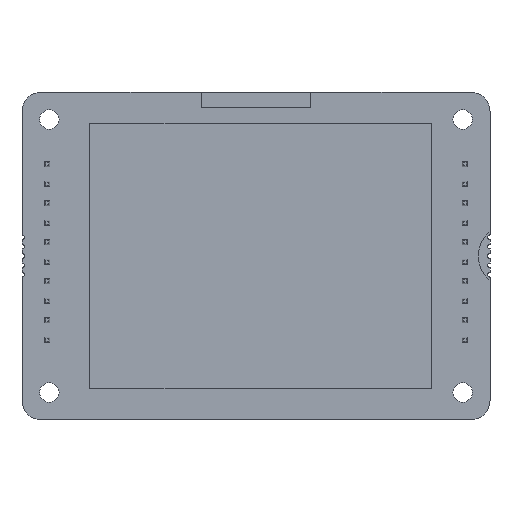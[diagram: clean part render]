
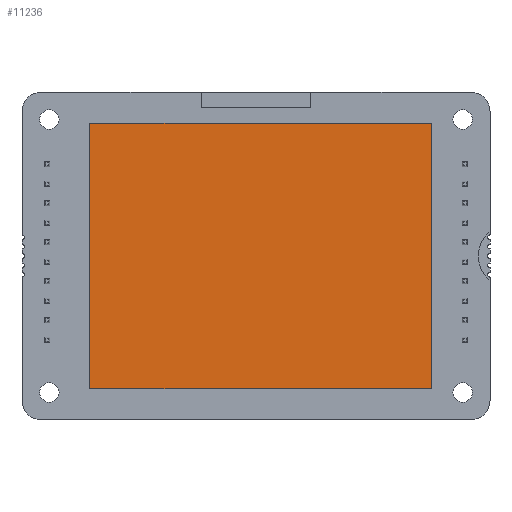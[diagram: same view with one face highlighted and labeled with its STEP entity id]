
A CAD part, top view. The second image highlights one B-rep face of the part: STEP entity #11236.
In plain terms, the highlighted planar face has unit normal (0, 0, 1).
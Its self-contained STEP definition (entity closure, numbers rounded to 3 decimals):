
#1010 = EDGE_CURVE ( 'NONE', #16070, #8997, #15381, .T. ) ;
#1636 = VERTEX_POINT ( 'NONE', #17766 ) ;
#2084 = VECTOR ( 'NONE', #8112, 1000. ) ;
#2517 = LINE ( 'NONE', #8220, #2084 ) ;
#2532 = CARTESIAN_POINT ( 'NONE',  ( 0., 0., 4.6 ) ) ;
#3153 = ORIENTED_EDGE ( 'NONE', *, *, #1010, .F. ) ;
#3532 = VERTEX_POINT ( 'NONE', #15752 ) ;
#3703 = EDGE_CURVE ( 'NONE', #3532, #1636, #16712, .T. ) ;
#4016 = DIRECTION ( 'NONE',  ( 0., -1., 0. ) ) ;
#4277 = ORIENTED_EDGE ( 'NONE', *, *, #15683, .T. ) ;
#4341 = CARTESIAN_POINT ( 'NONE',  ( -21.3, -17., 4.6 ) ) ;
#4846 = CARTESIAN_POINT ( 'NONE',  ( 22.5, 17., 4.6 ) ) ;
#5351 = AXIS2_PLACEMENT_3D ( 'NONE', #2532, #15049, #6781 ) ;
#5359 = EDGE_CURVE ( 'NONE', #3532, #16070, #9308, .T. ) ;
#6781 = DIRECTION ( 'NONE',  ( -1., 0., 0. ) ) ;
#7158 = EDGE_LOOP ( 'NONE', ( #8897, #10554, #4277, #3153 ) ) ;
#7617 = FACE_OUTER_BOUND ( 'NONE', #7158, .T. ) ;
#7848 = VECTOR ( 'NONE', #11615, 1000. ) ;
#8112 = DIRECTION ( 'NONE',  ( 0., -1., 0. ) ) ;
#8220 = CARTESIAN_POINT ( 'NONE',  ( -21.3, 17., 4.6 ) ) ;
#8897 = ORIENTED_EDGE ( 'NONE', *, *, #5359, .F. ) ;
#8997 = VERTEX_POINT ( 'NONE', #4341 ) ;
#9308 = LINE ( 'NONE', #9455, #15104 ) ;
#9455 = CARTESIAN_POINT ( 'NONE',  ( 22.5, 17., 4.6 ) ) ;
#9601 = PLANE ( 'NONE',  #5351 ) ;
#10554 = ORIENTED_EDGE ( 'NONE', *, *, #3703, .T. ) ;
#10903 = VECTOR ( 'NONE', #13104, 1000. ) ;
#11236 = ADVANCED_FACE ( 'NONE', ( #7617 ), #9601, .F. ) ;
#11615 = DIRECTION ( 'NONE',  ( -1., 0., 0. ) ) ;
#12008 = CARTESIAN_POINT ( 'NONE',  ( 22.5, -17., 4.6 ) ) ;
#13104 = DIRECTION ( 'NONE',  ( -1., 0., 0. ) ) ;
#14166 = CARTESIAN_POINT ( 'NONE',  ( 22.5, -17., 4.6 ) ) ;
#15049 = DIRECTION ( 'NONE',  ( 0., 0., -1. ) ) ;
#15104 = VECTOR ( 'NONE', #4016, 1000. ) ;
#15381 = LINE ( 'NONE', #14166, #7848 ) ;
#15683 = EDGE_CURVE ( 'NONE', #1636, #8997, #2517, .T. ) ;
#15752 = CARTESIAN_POINT ( 'NONE',  ( 22.5, 17., 4.6 ) ) ;
#16070 = VERTEX_POINT ( 'NONE', #12008 ) ;
#16712 = LINE ( 'NONE', #4846, #10903 ) ;
#17766 = CARTESIAN_POINT ( 'NONE',  ( -21.3, 17., 4.6 ) ) ;
